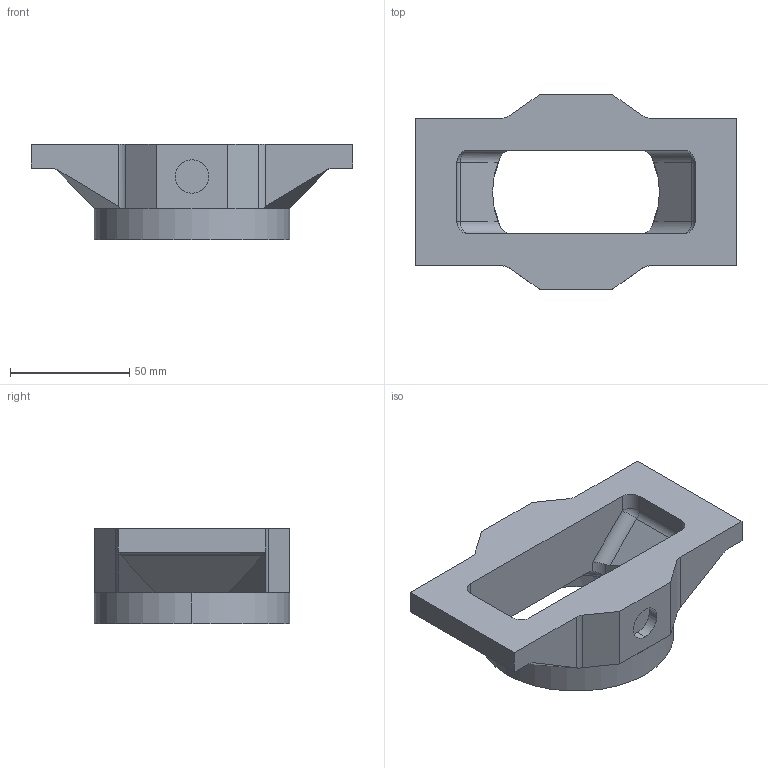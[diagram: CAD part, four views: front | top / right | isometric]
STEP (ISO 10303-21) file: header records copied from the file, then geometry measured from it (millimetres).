
FILE_DESCRIPTION (( 'STEP AP203' ), '1' );
FILE_NAME ('PORTE-OBJECTIF-SIMPLE.STEP', '2021-04-13T17:05:06', ( '' ), ( '' ), 'SwSTEP 2.0', 'SolidWorks 2019', '' );
FILE_SCHEMA (( 'CONFIG_CONTROL_DESIGN' ));
Length unit declared in the file: millimetre
Products named in the file (1): PORTE-OBJECTIF-SIMPLE
Bounding box: 135 x 82 x 40 mm (x, y, z)
Volume: 148091 mm3; surface area: 33660.7 mm2
Topology: 1 solids, 1 shells, 71 faces, 190 edges, 118 vertices
Faces by surface type: plane 35, cylinder 30, sphere 4, torus 2
Entity records: 2321 total; most frequent: CARTESIAN_POINT 556, ORIENTED_EDGE 372, DIRECTION 334, EDGE_CURVE 186, VERTEX_POINT 118, AXIS2_PLACEMENT_3D 112, LINE 110, VECTOR 110
